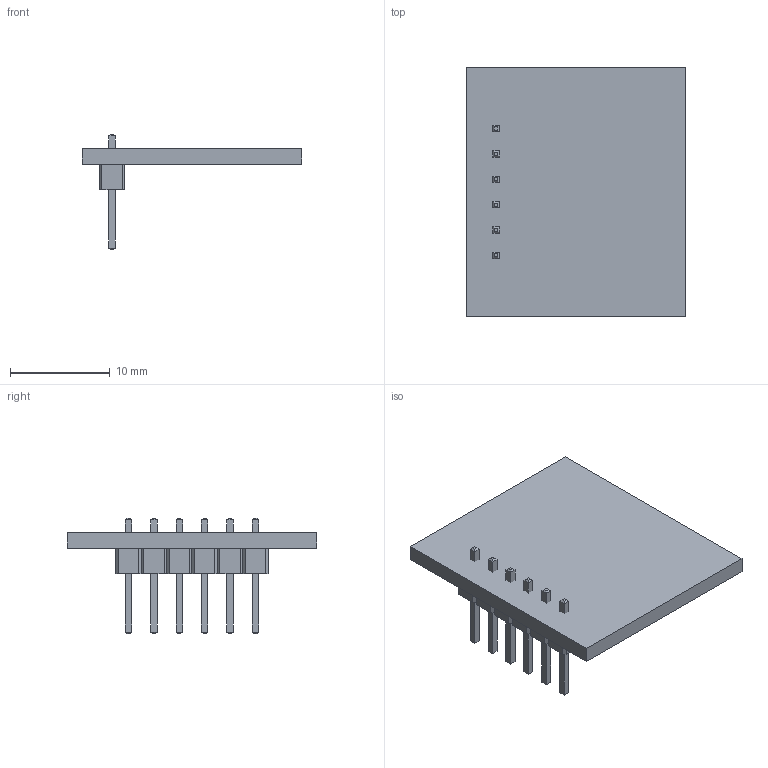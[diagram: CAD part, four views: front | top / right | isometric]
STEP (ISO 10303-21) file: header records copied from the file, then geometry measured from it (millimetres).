
FILE_DESCRIPTION(/* description */ (''),/* implementation_level */ '2;1');
FILE_NAME(/* name */ 'INA219 v1.step',/* time_stamp */ '2021-04-29T13:32:04+09:00',/* author */ (''),/* organization */ (''),/* preprocessor_version */ 'ST-DEVELOPER v18.1',/* originating_system */ 'Autodesk Translation Framework v10.6.0.1341',/* authorisation */ '');
FILE_SCHEMA (('AUTOMOTIVE_DESIGN { 1 0 10303 214 3 1 1 }'));
Length unit declared in the file: millimetre
Products named in the file (2): INA219; コンポーネント1
Assembly tree (1 placements, depth 2):
  INA219
    コンポーネント1
Bounding box: 22 x 25 x 11.54 mm (x, y, z)
Volume: 998.1 mm3; surface area: 1555.3 mm2
Topology: 2 solids, 2 shells, 154 faces, 366 edges, 228 vertices
Faces by surface type: plane 154
Entity records: 4462 total; most frequent: CARTESIAN_POINT 751, ORIENTED_EDGE 732, DIRECTION 680, LINE 366, VECTOR 366, EDGE_CURVE 366, VERTEX_POINT 228, EDGE_LOOP 166
